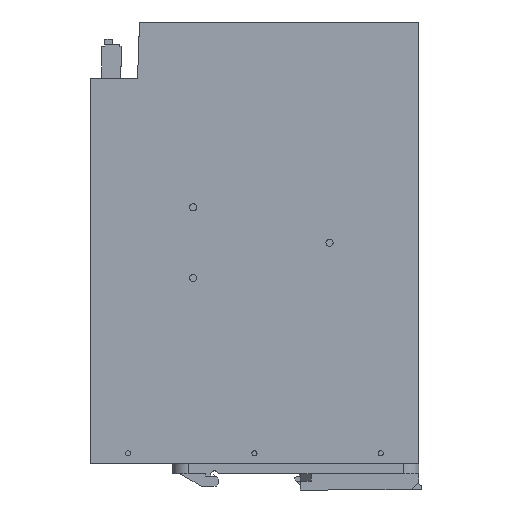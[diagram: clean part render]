
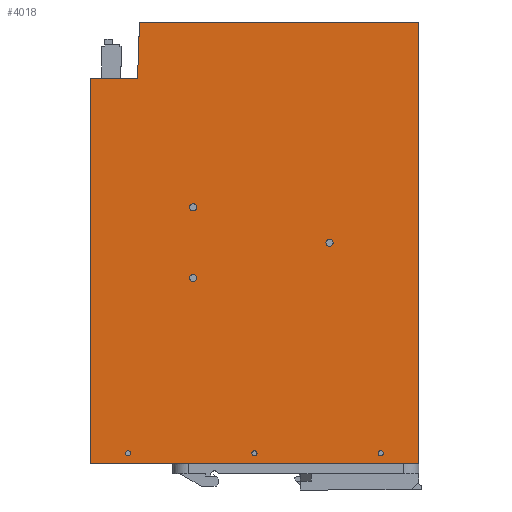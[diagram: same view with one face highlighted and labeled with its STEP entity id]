
A CAD part, left-side view. The second image highlights one B-rep face of the part: STEP entity #4018.
In plain terms, the highlighted planar face has unit normal (-1, 0, 0).
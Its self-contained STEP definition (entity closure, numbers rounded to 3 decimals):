
#3858=AXIS2_PLACEMENT_3D('Plane Axis2P3D',#3855,#3856,#3857) ;
#3912=AXIS2_PLACEMENT_3D('Circle Axis2P3D',#3910,#3911,$) ;
#3921=AXIS2_PLACEMENT_3D('Circle Axis2P3D',#3919,#3920,$) ;
#3930=AXIS2_PLACEMENT_3D('Circle Axis2P3D',#3928,#3929,$) ;
#3939=AXIS2_PLACEMENT_3D('Circle Axis2P3D',#3937,#3938,$) ;
#3948=AXIS2_PLACEMENT_3D('Circle Axis2P3D',#3946,#3947,$) ;
#3957=AXIS2_PLACEMENT_3D('Circle Axis2P3D',#3955,#3956,$) ;
#3966=AXIS2_PLACEMENT_3D('Circle Axis2P3D',#3964,#3965,$) ;
#3975=AXIS2_PLACEMENT_3D('Circle Axis2P3D',#3973,#3974,$) ;
#3984=AXIS2_PLACEMENT_3D('Circle Axis2P3D',#3982,#3983,$) ;
#3993=AXIS2_PLACEMENT_3D('Circle Axis2P3D',#3991,#3992,$) ;
#4002=AXIS2_PLACEMENT_3D('Circle Axis2P3D',#4000,#4001,$) ;
#4011=AXIS2_PLACEMENT_3D('Circle Axis2P3D',#4009,#4010,$) ;
#42=CARTESIAN_POINT('Vertex',(0.,1.2,10.5)) ;
#45=CARTESIAN_POINT('Line Origine',(0.,66.2,10.5)) ;
#49=CARTESIAN_POINT('Vertex',(0.,131.2,10.5)) ;
#145=CARTESIAN_POINT('Line Origine',(0.,131.2,86.7)) ;
#149=CARTESIAN_POINT('Vertex',(0.,131.2,162.9)) ;
#3855=CARTESIAN_POINT('Axis2P3D Location',(0.,131.2,185.2)) ;
#3860=CARTESIAN_POINT('Line Origine',(0.,112.091,174.)) ;
#3864=CARTESIAN_POINT('Vertex',(0.,111.703,185.1)) ;
#3866=CARTESIAN_POINT('Vertex',(0.,112.479,162.9)) ;
#3869=CARTESIAN_POINT('Line Origine',(0.,121.839,162.9)) ;
#3874=CARTESIAN_POINT('Line Origine',(0.,1.2,97.85)) ;
#3878=CARTESIAN_POINT('Vertex',(0.,1.2,185.2)) ;
#3881=CARTESIAN_POINT('Line Origine',(0.,56.45,185.2)) ;
#3885=CARTESIAN_POINT('Vertex',(0.,111.7,185.2)) ;
#3888=CARTESIAN_POINT('Line Origine',(0.,111.7,185.15)) ;
#3892=CARTESIAN_POINT('Vertex',(0.,111.7,185.1)) ;
#3895=CARTESIAN_POINT('Line Origine',(0.,111.702,185.1)) ;
#3910=CARTESIAN_POINT('Axis2P3D Location',(0.,66.2,14.5)) ;
#3914=CARTESIAN_POINT('Vertex',(0.,67.083,14.983)) ;
#3916=CARTESIAN_POINT('Vertex',(0.,65.317,14.017)) ;
#3919=CARTESIAN_POINT('Axis2P3D Location',(0.,66.2,14.5)) ;
#3928=CARTESIAN_POINT('Axis2P3D Location',(0.,36.5,97.85)) ;
#3932=CARTESIAN_POINT('Vertex',(0.,37.751,98.533)) ;
#3934=CARTESIAN_POINT('Vertex',(0.,35.249,97.167)) ;
#3937=CARTESIAN_POINT('Axis2P3D Location',(0.,36.5,97.85)) ;
#3946=CARTESIAN_POINT('Axis2P3D Location',(0.,16.2,14.5)) ;
#3950=CARTESIAN_POINT('Vertex',(0.,17.083,14.983)) ;
#3952=CARTESIAN_POINT('Vertex',(0.,15.317,14.017)) ;
#3955=CARTESIAN_POINT('Axis2P3D Location',(0.,16.2,14.5)) ;
#3964=CARTESIAN_POINT('Axis2P3D Location',(0.,90.5,83.85)) ;
#3968=CARTESIAN_POINT('Vertex',(0.,91.751,84.533)) ;
#3970=CARTESIAN_POINT('Vertex',(0.,89.249,83.167)) ;
#3973=CARTESIAN_POINT('Axis2P3D Location',(0.,90.5,83.85)) ;
#3982=CARTESIAN_POINT('Axis2P3D Location',(0.,90.5,111.85)) ;
#3986=CARTESIAN_POINT('Vertex',(0.,91.751,112.533)) ;
#3988=CARTESIAN_POINT('Vertex',(0.,89.249,111.167)) ;
#3991=CARTESIAN_POINT('Axis2P3D Location',(0.,90.5,111.85)) ;
#4000=CARTESIAN_POINT('Axis2P3D Location',(0.,116.2,14.5)) ;
#4004=CARTESIAN_POINT('Vertex',(0.,115.317,14.017)) ;
#4006=CARTESIAN_POINT('Vertex',(0.,117.083,14.983)) ;
#4009=CARTESIAN_POINT('Axis2P3D Location',(0.,116.2,14.5)) ;
#46=DIRECTION('Vector Direction',(0.,1.,0.)) ;
#146=DIRECTION('Vector Direction',(0.,0.,1.)) ;
#3856=DIRECTION('Axis2P3D Direction',(-1.,-0.,0.)) ;
#3857=DIRECTION('Axis2P3D XDirection',(0.,-1.,0.)) ;
#3861=DIRECTION('Vector Direction',(0.,0.035,-0.999)) ;
#3870=DIRECTION('Vector Direction',(0.,-1.,0.)) ;
#3875=DIRECTION('Vector Direction',(0.,0.,-1.)) ;
#3882=DIRECTION('Vector Direction',(0.,-1.,0.)) ;
#3889=DIRECTION('Vector Direction',(0.,0.,-1.)) ;
#3896=DIRECTION('Vector Direction',(0.,-1.,0.)) ;
#3911=DIRECTION('Axis2P3D Direction',(-1.,-0.,0.)) ;
#3920=DIRECTION('Axis2P3D Direction',(-1.,-0.,0.)) ;
#3929=DIRECTION('Axis2P3D Direction',(-1.,-0.,0.)) ;
#3938=DIRECTION('Axis2P3D Direction',(-1.,-0.,0.)) ;
#3947=DIRECTION('Axis2P3D Direction',(-1.,-0.,0.)) ;
#3956=DIRECTION('Axis2P3D Direction',(-1.,-0.,0.)) ;
#3965=DIRECTION('Axis2P3D Direction',(-1.,-0.,0.)) ;
#3974=DIRECTION('Axis2P3D Direction',(-1.,-0.,0.)) ;
#3983=DIRECTION('Axis2P3D Direction',(-1.,-0.,0.)) ;
#3992=DIRECTION('Axis2P3D Direction',(-1.,-0.,0.)) ;
#4001=DIRECTION('Axis2P3D Direction',(-1.,-0.,0.)) ;
#4010=DIRECTION('Axis2P3D Direction',(-1.,-0.,0.)) ;
#47=VECTOR('Line Direction',#46,1.) ;
#147=VECTOR('Line Direction',#146,1.) ;
#3862=VECTOR('Line Direction',#3861,1.) ;
#3871=VECTOR('Line Direction',#3870,1.) ;
#3876=VECTOR('Line Direction',#3875,1.) ;
#3883=VECTOR('Line Direction',#3882,1.) ;
#3890=VECTOR('Line Direction',#3889,1.) ;
#3897=VECTOR('Line Direction',#3896,1.) ;
#3901=ORIENTED_EDGE('',*,*,#3868,.T.) ;
#3902=ORIENTED_EDGE('',*,*,#3873,.T.) ;
#3903=ORIENTED_EDGE('',*,*,#151,.F.) ;
#3904=ORIENTED_EDGE('',*,*,#51,.T.) ;
#3905=ORIENTED_EDGE('',*,*,#3880,.F.) ;
#3906=ORIENTED_EDGE('',*,*,#3887,.F.) ;
#3907=ORIENTED_EDGE('',*,*,#3894,.T.) ;
#3908=ORIENTED_EDGE('',*,*,#3899,.F.) ;
#3925=ORIENTED_EDGE('',*,*,#3918,.F.) ;
#3926=ORIENTED_EDGE('',*,*,#3923,.F.) ;
#3943=ORIENTED_EDGE('',*,*,#3936,.F.) ;
#3944=ORIENTED_EDGE('',*,*,#3941,.F.) ;
#3961=ORIENTED_EDGE('',*,*,#3954,.F.) ;
#3962=ORIENTED_EDGE('',*,*,#3959,.F.) ;
#3979=ORIENTED_EDGE('',*,*,#3972,.F.) ;
#3980=ORIENTED_EDGE('',*,*,#3977,.F.) ;
#3997=ORIENTED_EDGE('',*,*,#3990,.F.) ;
#3998=ORIENTED_EDGE('',*,*,#3995,.F.) ;
#4015=ORIENTED_EDGE('',*,*,#4008,.F.) ;
#4016=ORIENTED_EDGE('',*,*,#4013,.F.) ;
#3927=FACE_BOUND('',#3924,.T.) ;
#3945=FACE_BOUND('',#3942,.T.) ;
#3963=FACE_BOUND('',#3960,.T.) ;
#3981=FACE_BOUND('',#3978,.T.) ;
#3999=FACE_BOUND('',#3996,.T.) ;
#4017=FACE_BOUND('',#4014,.T.) ;
#4018=ADVANCED_FACE('STROMVERSORGUNG',(#3909,#3927,#3945,#3963,#3981,#3999,#4017),#3859,.T.) ;
#3913=CIRCLE('generated circle',#3912,1.007) ;
#3922=CIRCLE('generated circle',#3921,1.007) ;
#3931=CIRCLE('generated circle',#3930,1.425) ;
#3940=CIRCLE('generated circle',#3939,1.425) ;
#3949=CIRCLE('generated circle',#3948,1.007) ;
#3958=CIRCLE('generated circle',#3957,1.007) ;
#3967=CIRCLE('generated circle',#3966,1.425) ;
#3976=CIRCLE('generated circle',#3975,1.425) ;
#3985=CIRCLE('generated circle',#3984,1.425) ;
#3994=CIRCLE('generated circle',#3993,1.425) ;
#4003=CIRCLE('generated circle',#4002,1.007) ;
#4012=CIRCLE('generated circle',#4011,1.007) ;
#51=EDGE_CURVE('',#50,#43,#48,.F.) ;
#151=EDGE_CURVE('',#50,#150,#148,.T.) ;
#3868=EDGE_CURVE('',#3865,#3867,#3863,.T.) ;
#3873=EDGE_CURVE('',#3867,#150,#3872,.F.) ;
#3880=EDGE_CURVE('',#3879,#43,#3877,.T.) ;
#3887=EDGE_CURVE('',#3886,#3879,#3884,.T.) ;
#3894=EDGE_CURVE('',#3886,#3893,#3891,.T.) ;
#3899=EDGE_CURVE('',#3865,#3893,#3898,.T.) ;
#3918=EDGE_CURVE('',#3915,#3917,#3913,.T.) ;
#3923=EDGE_CURVE('',#3917,#3915,#3922,.T.) ;
#3936=EDGE_CURVE('',#3933,#3935,#3931,.T.) ;
#3941=EDGE_CURVE('',#3935,#3933,#3940,.T.) ;
#3954=EDGE_CURVE('',#3951,#3953,#3949,.T.) ;
#3959=EDGE_CURVE('',#3953,#3951,#3958,.T.) ;
#3972=EDGE_CURVE('',#3969,#3971,#3967,.T.) ;
#3977=EDGE_CURVE('',#3971,#3969,#3976,.T.) ;
#3990=EDGE_CURVE('',#3987,#3989,#3985,.T.) ;
#3995=EDGE_CURVE('',#3989,#3987,#3994,.T.) ;
#4008=EDGE_CURVE('',#4005,#4007,#4003,.T.) ;
#4013=EDGE_CURVE('',#4007,#4005,#4012,.T.) ;
#3900=EDGE_LOOP('',(#3901,#3902,#3903,#3904,#3905,#3906,#3907,#3908)) ;
#3924=EDGE_LOOP('',(#3925,#3926)) ;
#3942=EDGE_LOOP('',(#3943,#3944)) ;
#3960=EDGE_LOOP('',(#3961,#3962)) ;
#3978=EDGE_LOOP('',(#3979,#3980)) ;
#3996=EDGE_LOOP('',(#3997,#3998)) ;
#4014=EDGE_LOOP('',(#4015,#4016)) ;
#3909=FACE_OUTER_BOUND('',#3900,.T.) ;
#48=LINE('Line',#45,#47) ;
#148=LINE('Line',#145,#147) ;
#3863=LINE('Line',#3860,#3862) ;
#3872=LINE('Line',#3869,#3871) ;
#3877=LINE('Line',#3874,#3876) ;
#3884=LINE('Line',#3881,#3883) ;
#3891=LINE('Line',#3888,#3890) ;
#3898=LINE('Line',#3895,#3897) ;
#3859=PLANE('',#3858) ;
#43=VERTEX_POINT('',#42) ;
#50=VERTEX_POINT('',#49) ;
#150=VERTEX_POINT('',#149) ;
#3865=VERTEX_POINT('',#3864) ;
#3867=VERTEX_POINT('',#3866) ;
#3879=VERTEX_POINT('',#3878) ;
#3886=VERTEX_POINT('',#3885) ;
#3893=VERTEX_POINT('',#3892) ;
#3915=VERTEX_POINT('',#3914) ;
#3917=VERTEX_POINT('',#3916) ;
#3933=VERTEX_POINT('',#3932) ;
#3935=VERTEX_POINT('',#3934) ;
#3951=VERTEX_POINT('',#3950) ;
#3953=VERTEX_POINT('',#3952) ;
#3969=VERTEX_POINT('',#3968) ;
#3971=VERTEX_POINT('',#3970) ;
#3987=VERTEX_POINT('',#3986) ;
#3989=VERTEX_POINT('',#3988) ;
#4005=VERTEX_POINT('',#4004) ;
#4007=VERTEX_POINT('',#4006) ;
